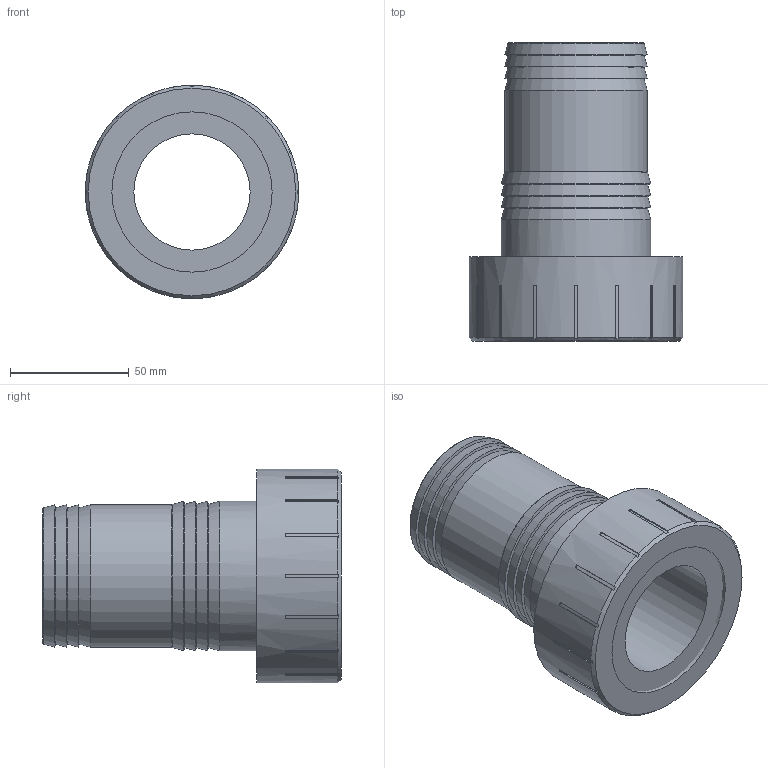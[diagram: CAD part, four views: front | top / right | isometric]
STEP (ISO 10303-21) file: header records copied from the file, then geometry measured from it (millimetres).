
FILE_DESCRIPTION(/* description */ (''),/* implementation_level */ '2;1');
FILE_NAME(/* name */ 'ADV212060064.iam.stp',/* time_stamp */ '2013-10-01T14:58:24+02:00',/* author */ ('bfaro'),/* organization */ (''),/* preprocessor_version */ 'ST-DEVELOPER v15.2',/* originating_system */ 'Autodesk Inventor 2014',/* authorisation */ '');
FILE_SCHEMA (('AUTOMOTIVE_DESIGN { 1 0 10303 214 3 1 1 }'));
Length unit declared in the file: millimetre
Products named in the file (3): 101638_1; 101730; ADV212060064
Bounding box: 90 x 125.8 x 90 mm (x, y, z)
Volume: 223649.4 mm3; surface area: 72240.8 mm2
Topology: 2 solids, 2 shells, 114 faces, 309 edges, 201 vertices
Faces by surface type: plane 62, cylinder 27, cone 19, torus 6
Full cylindrical faces by diameter (mm): 49 x1, 60 x1, 63 x1, 67.6 x1, 72 x1, 72.226 x1, 90 x1
Entity records: 3556 total; most frequent: CARTESIAN_POINT 683, DIRECTION 614, ORIENTED_EDGE 560, EDGE_CURVE 280, AXIS2_PLACEMENT_3D 231, VERTEX_POINT 196, LINE 152, VECTOR 152
